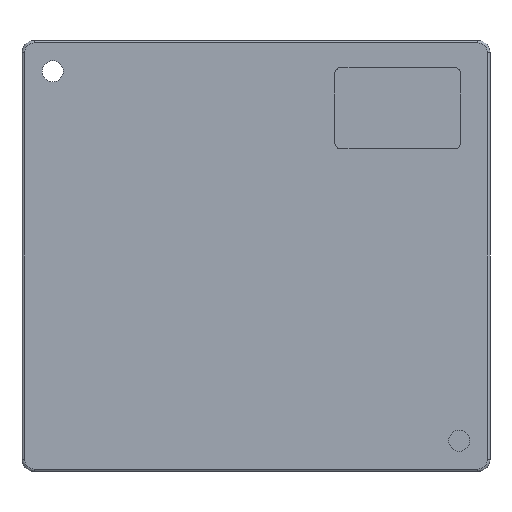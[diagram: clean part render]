
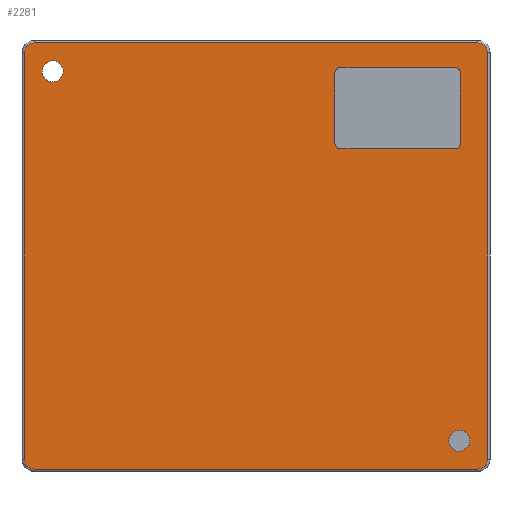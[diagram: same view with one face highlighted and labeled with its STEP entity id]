
A CAD part, front view. The second image highlights one B-rep face of the part: STEP entity #2281.
In plain terms, the highlighted planar face has unit normal (0, -1, 0).
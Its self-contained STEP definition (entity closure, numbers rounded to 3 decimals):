
#143=FACE_BOUND('',#374,.T.);
#144=FACE_BOUND('',#375,.T.);
#145=FACE_BOUND('',#376,.T.);
#171=PLANE('',#2461);
#236=FACE_OUTER_BOUND('',#373,.T.);
#373=EDGE_LOOP('',(#1581,#1582,#1583,#1584,#1585,#1586,#1587,#1588));
#374=EDGE_LOOP('',(#1589,#1590,#1591,#1592,#1593,#1594,#1595,#1596));
#375=EDGE_LOOP('',(#1597));
#376=EDGE_LOOP('',(#1598));
#508=LINE('',#3255,#656);
#512=LINE('',#3267,#660);
#517=LINE('',#3284,#665);
#520=LINE('',#3302,#668);
#522=LINE('',#3314,#670);
#524=LINE('',#3326,#672);
#525=LINE('',#3334,#673);
#534=LINE('',#3355,#682);
#656=VECTOR('',#2654,10.);
#660=VECTOR('',#2666,10.);
#665=VECTOR('',#2683,10.);
#668=VECTOR('',#2704,10.);
#670=VECTOR('',#2718,10.);
#672=VECTOR('',#2732,10.);
#673=VECTOR('',#2743,10.);
#682=VECTOR('',#2766,10.);
#801=CIRCLE('',#2417,0.5);
#803=CIRCLE('',#2421,0.5);
#805=CIRCLE('',#2425,0.5);
#807=CIRCLE('',#2430,0.5);
#809=CIRCLE('',#2433,0.8);
#815=CIRCLE('',#2441,0.8);
#819=CIRCLE('',#2447,0.8);
#823=CIRCLE('',#2453,0.8);
#826=CIRCLE('',#2462,0.85);
#827=CIRCLE('',#2463,0.85);
#914=VERTEX_POINT('',#3245);
#915=VERTEX_POINT('',#3247);
#917=VERTEX_POINT('',#3253);
#919=VERTEX_POINT('',#3259);
#921=VERTEX_POINT('',#3265);
#924=VERTEX_POINT('',#3272);
#925=VERTEX_POINT('',#3274);
#927=VERTEX_POINT('',#3283);
#929=VERTEX_POINT('',#3290);
#930=VERTEX_POINT('',#3292);
#932=VERTEX_POINT('',#3298);
#934=VERTEX_POINT('',#3304);
#936=VERTEX_POINT('',#3310);
#938=VERTEX_POINT('',#3316);
#940=VERTEX_POINT('',#3322);
#942=VERTEX_POINT('',#3328);
#949=VERTEX_POINT('',#3356);
#950=VERTEX_POINT('',#3358);
#1143=EDGE_CURVE('',#914,#915,#801,.T.);
#1147=EDGE_CURVE('',#914,#917,#508,.T.);
#1150=EDGE_CURVE('',#919,#917,#803,.T.);
#1153=EDGE_CURVE('',#919,#921,#512,.T.);
#1156=EDGE_CURVE('',#924,#925,#805,.T.);
#1161=EDGE_CURVE('',#927,#925,#517,.T.);
#1163=EDGE_CURVE('',#927,#921,#807,.T.);
#1165=EDGE_CURVE('',#929,#930,#809,.T.);
#1170=EDGE_CURVE('',#930,#932,#520,.T.);
#1173=EDGE_CURVE('',#932,#934,#815,.T.);
#1176=EDGE_CURVE('',#934,#936,#522,.T.);
#1179=EDGE_CURVE('',#936,#938,#819,.T.);
#1182=EDGE_CURVE('',#938,#940,#524,.T.);
#1185=EDGE_CURVE('',#940,#942,#823,.T.);
#1186=EDGE_CURVE('',#942,#929,#525,.T.);
#1197=EDGE_CURVE('',#924,#915,#534,.T.);
#1198=EDGE_CURVE('',#949,#949,#826,.T.);
#1199=EDGE_CURVE('',#950,#950,#827,.T.);
#1581=ORIENTED_EDGE('',*,*,#1165,.F.);
#1582=ORIENTED_EDGE('',*,*,#1186,.F.);
#1583=ORIENTED_EDGE('',*,*,#1185,.F.);
#1584=ORIENTED_EDGE('',*,*,#1182,.F.);
#1585=ORIENTED_EDGE('',*,*,#1179,.F.);
#1586=ORIENTED_EDGE('',*,*,#1176,.F.);
#1587=ORIENTED_EDGE('',*,*,#1173,.F.);
#1588=ORIENTED_EDGE('',*,*,#1170,.F.);
#1589=ORIENTED_EDGE('',*,*,#1197,.T.);
#1590=ORIENTED_EDGE('',*,*,#1143,.F.);
#1591=ORIENTED_EDGE('',*,*,#1147,.T.);
#1592=ORIENTED_EDGE('',*,*,#1150,.F.);
#1593=ORIENTED_EDGE('',*,*,#1153,.T.);
#1594=ORIENTED_EDGE('',*,*,#1163,.F.);
#1595=ORIENTED_EDGE('',*,*,#1161,.T.);
#1596=ORIENTED_EDGE('',*,*,#1156,.F.);
#1597=ORIENTED_EDGE('',*,*,#1198,.T.);
#1598=ORIENTED_EDGE('',*,*,#1199,.T.);
#2281=ADVANCED_FACE('',(#236,#143,#144,#145),#171,.T.);
#2417=AXIS2_PLACEMENT_3D('',#3248,#2647,#2648);
#2421=AXIS2_PLACEMENT_3D('',#3261,#2660,#2661);
#2425=AXIS2_PLACEMENT_3D('',#3275,#2672,#2673);
#2430=AXIS2_PLACEMENT_3D('',#3287,#2687,#2688);
#2433=AXIS2_PLACEMENT_3D('',#3293,#2693,#2694);
#2441=AXIS2_PLACEMENT_3D('',#3308,#2711,#2712);
#2447=AXIS2_PLACEMENT_3D('',#3320,#2725,#2726);
#2453=AXIS2_PLACEMENT_3D('',#3332,#2739,#2740);
#2461=AXIS2_PLACEMENT_3D('',#3354,#2764,#2765);
#2462=AXIS2_PLACEMENT_3D('',#3357,#2767,#2768);
#2463=AXIS2_PLACEMENT_3D('',#3359,#2769,#2770);
#2647=DIRECTION('center_axis',(0.,-1.,0.));
#2648=DIRECTION('ref_axis',(0.707,0.,0.707));
#2654=DIRECTION('',(0.,0.,-1.));
#2660=DIRECTION('center_axis',(0.,-1.,0.));
#2661=DIRECTION('ref_axis',(0.707,0.,-0.707));
#2666=DIRECTION('',(-1.,0.,0.));
#2672=DIRECTION('center_axis',(0.,-1.,0.));
#2673=DIRECTION('ref_axis',(-0.707,0.,0.707));
#2683=DIRECTION('',(0.,0.,1.));
#2687=DIRECTION('center_axis',(0.,-1.,0.));
#2688=DIRECTION('ref_axis',(-0.707,0.,-0.707));
#2693=DIRECTION('center_axis',(0.,1.,0.));
#2694=DIRECTION('ref_axis',(-0.707,0.,0.707));
#2704=DIRECTION('',(1.,0.,0.));
#2711=DIRECTION('center_axis',(0.,1.,0.));
#2712=DIRECTION('ref_axis',(0.707,0.,0.707));
#2718=DIRECTION('',(0.,0.,-1.));
#2725=DIRECTION('center_axis',(0.,1.,0.));
#2726=DIRECTION('ref_axis',(0.707,0.,-0.707));
#2732=DIRECTION('',(-1.,0.,0.));
#2739=DIRECTION('center_axis',(0.,1.,0.));
#2740=DIRECTION('ref_axis',(-0.707,0.,-0.707));
#2743=DIRECTION('',(0.,0.,1.));
#2764=DIRECTION('center_axis',(0.,-1.,0.));
#2765=DIRECTION('ref_axis',(0.,0.,-1.));
#2766=DIRECTION('',(1.,0.,0.));
#2767=DIRECTION('center_axis',(0.,1.,0.));
#2768=DIRECTION('ref_axis',(1.,0.,0.));
#2769=DIRECTION('center_axis',(0.,1.,0.));
#2770=DIRECTION('ref_axis',(1.,0.,0.));
#3245=CARTESIAN_POINT('',(16.6,-5.9,14.8));
#3247=CARTESIAN_POINT('',(16.1,-5.9,15.3));
#3248=CARTESIAN_POINT('Origin',(16.1,-5.9,14.8));
#3253=CARTESIAN_POINT('',(16.6,-5.9,9.2));
#3255=CARTESIAN_POINT('',(16.6,-5.9,4.35));
#3259=CARTESIAN_POINT('',(16.1,-5.9,8.7));
#3261=CARTESIAN_POINT('Origin',(16.1,-5.9,9.2));
#3265=CARTESIAN_POINT('',(6.9,-5.9,8.7));
#3267=CARTESIAN_POINT('',(3.2,-5.9,8.7));
#3272=CARTESIAN_POINT('',(6.9,-5.9,15.3));
#3274=CARTESIAN_POINT('',(6.4,-5.9,14.8));
#3275=CARTESIAN_POINT('Origin',(6.9,-5.9,14.8));
#3283=CARTESIAN_POINT('',(6.4,-5.9,9.2));
#3284=CARTESIAN_POINT('',(6.4,-5.9,7.65));
#3287=CARTESIAN_POINT('Origin',(6.9,-5.9,9.2));
#3290=CARTESIAN_POINT('',(-18.8,-5.9,16.5));
#3292=CARTESIAN_POINT('',(-18.,-5.9,17.3));
#3293=CARTESIAN_POINT('Origin',(-18.,-5.9,16.5));
#3298=CARTESIAN_POINT('',(18.,-5.9,17.3));
#3302=CARTESIAN_POINT('',(-9.5,-5.9,17.3));
#3304=CARTESIAN_POINT('',(18.8,-5.9,16.5));
#3308=CARTESIAN_POINT('Origin',(18.,-5.9,16.5));
#3310=CARTESIAN_POINT('',(18.8,-5.9,-16.5));
#3314=CARTESIAN_POINT('',(18.8,-5.9,8.75));
#3316=CARTESIAN_POINT('',(18.,-5.9,-17.3));
#3320=CARTESIAN_POINT('Origin',(18.,-5.9,-16.5));
#3322=CARTESIAN_POINT('',(-18.,-5.9,-17.3));
#3326=CARTESIAN_POINT('',(9.5,-5.9,-17.3));
#3328=CARTESIAN_POINT('',(-18.8,-5.9,-16.5));
#3332=CARTESIAN_POINT('Origin',(-18.,-5.9,-16.5));
#3334=CARTESIAN_POINT('',(-18.8,-5.9,-8.75));
#3354=CARTESIAN_POINT('Origin',(0.,-5.9,0.));
#3355=CARTESIAN_POINT('',(8.3,-5.9,15.3));
#3356=CARTESIAN_POINT('',(15.65,-5.9,-15.));
#3357=CARTESIAN_POINT('Origin',(16.5,-5.9,-15.));
#3358=CARTESIAN_POINT('',(-17.35,-5.9,15.));
#3359=CARTESIAN_POINT('Origin',(-16.5,-5.9,15.));
